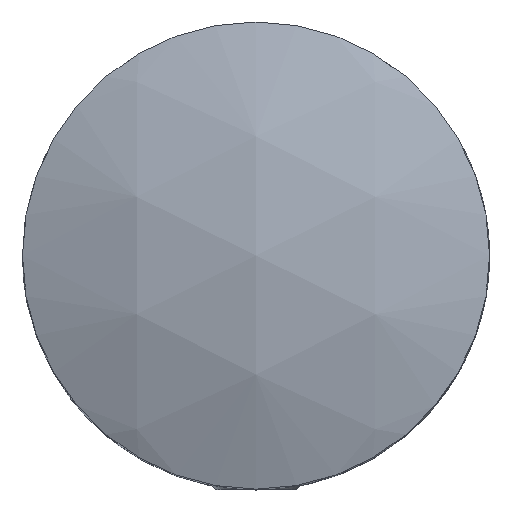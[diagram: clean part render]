
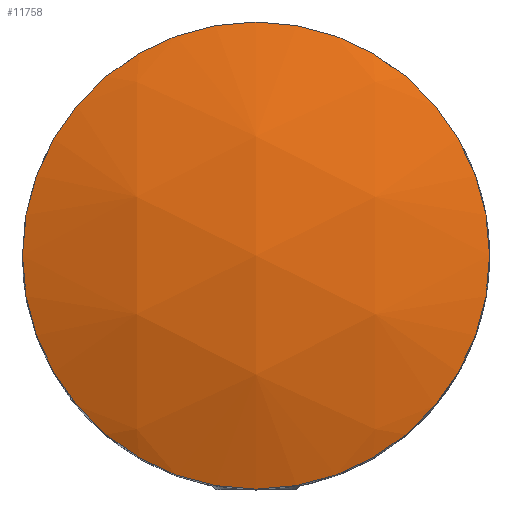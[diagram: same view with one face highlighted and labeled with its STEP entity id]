
A CAD part, top view. The second image highlights one B-rep face of the part: STEP entity #11758.
In plain terms, the highlighted spherical face has radius 28 mm.
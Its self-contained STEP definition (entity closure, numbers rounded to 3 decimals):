
#4364 = DIRECTION ( 'NONE',  ( 0., 0., 1. ) ) ;
#5480 = EDGE_CURVE ( 'NONE', #8919, #8919, #5800, .T. ) ;
#5537 = AXIS2_PLACEMENT_3D ( 'NONE', #21030, #19243, #23047 ) ;
#5800 = CIRCLE ( 'NONE', #13153, 11. ) ;
#8919 = VERTEX_POINT ( 'NONE', #10688 ) ;
#9681 = ORIENTED_EDGE ( 'NONE', *, *, #5480, .T. ) ;
#10688 = CARTESIAN_POINT ( 'NONE',  ( 11., 0., 23.749 ) ) ;
#11758 = ADVANCED_FACE ( 'NONE', ( #20472 ), #20761, .T. ) ;
#13153 = AXIS2_PLACEMENT_3D ( 'NONE', #19231, #4364, #19312 ) ;
#16656 = EDGE_LOOP ( 'NONE', ( #9681 ) ) ;
#19231 = CARTESIAN_POINT ( 'NONE',  ( 0., 0., 23.749 ) ) ;
#19243 = DIRECTION ( 'NONE',  ( -1., 0., 0. ) ) ;
#19312 = DIRECTION ( 'NONE',  ( 1., 0., 0. ) ) ;
#20472 = FACE_OUTER_BOUND ( 'NONE', #16656, .T. ) ;
#20761 = SPHERICAL_SURFACE ( 'NONE', #5537, 28. ) ;
#21030 = CARTESIAN_POINT ( 'NONE',  ( 0., 0., -2. ) ) ;
#23047 = DIRECTION ( 'NONE',  ( 0., 1., 0. ) ) ;
